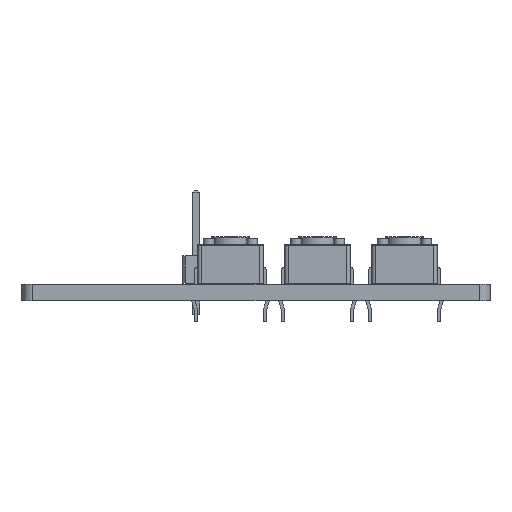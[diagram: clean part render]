
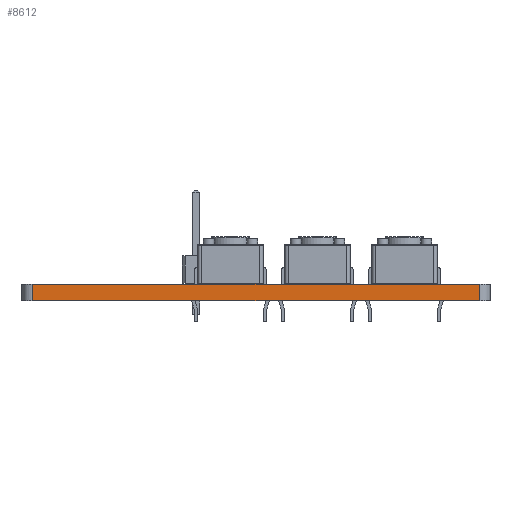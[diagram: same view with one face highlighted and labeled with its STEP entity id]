
A CAD part, front view. The second image highlights one B-rep face of the part: STEP entity #8612.
In plain terms, the highlighted planar face has unit normal (0, -1, 0).
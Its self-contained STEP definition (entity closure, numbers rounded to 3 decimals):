
#6952 = VERTEX_POINT('',#6953);
#6953 = CARTESIAN_POINT('',(108.65,-145.58,0.));
#6960 = EDGE_CURVE('',#6961,#6952,#6963,.T.);
#6961 = VERTEX_POINT('',#6962);
#6962 = CARTESIAN_POINT('',(149.65,-145.58,0.));
#6963 = LINE('',#6964,#6965);
#6964 = CARTESIAN_POINT('',(149.65,-145.58,0.));
#6965 = VECTOR('',#6966,1.);
#6966 = DIRECTION('',(-1.,0.,0.));
#7785 = VERTEX_POINT('',#7786);
#7786 = CARTESIAN_POINT('',(108.65,-145.58,1.51));
#7793 = EDGE_CURVE('',#7794,#7785,#7796,.T.);
#7794 = VERTEX_POINT('',#7795);
#7795 = CARTESIAN_POINT('',(149.65,-145.58,1.51));
#7796 = LINE('',#7797,#7798);
#7797 = CARTESIAN_POINT('',(149.65,-145.58,1.51));
#7798 = VECTOR('',#7799,1.);
#7799 = DIRECTION('',(-1.,0.,0.));
#8584 = EDGE_CURVE('',#6961,#7794,#8585,.T.);
#8585 = LINE('',#8586,#8587);
#8586 = CARTESIAN_POINT('',(149.65,-145.58,0.));
#8587 = VECTOR('',#8588,1.);
#8588 = DIRECTION('',(0.,0.,1.));
#8612 = ADVANCED_FACE('',(#8613),#8624,.T.);
#8613 = FACE_BOUND('',#8614,.T.);
#8614 = EDGE_LOOP('',(#8615,#8616,#8617,#8623));
#8615 = ORIENTED_EDGE('',*,*,#8584,.T.);
#8616 = ORIENTED_EDGE('',*,*,#7793,.T.);
#8617 = ORIENTED_EDGE('',*,*,#8618,.F.);
#8618 = EDGE_CURVE('',#6952,#7785,#8619,.T.);
#8619 = LINE('',#8620,#8621);
#8620 = CARTESIAN_POINT('',(108.65,-145.58,0.));
#8621 = VECTOR('',#8622,1.);
#8622 = DIRECTION('',(0.,0.,1.));
#8623 = ORIENTED_EDGE('',*,*,#6960,.F.);
#8624 = PLANE('',#8625);
#8625 = AXIS2_PLACEMENT_3D('',#8626,#8627,#8628);
#8626 = CARTESIAN_POINT('',(149.65,-145.58,0.));
#8627 = DIRECTION('',(0.,-1.,0.));
#8628 = DIRECTION('',(-1.,0.,0.));
